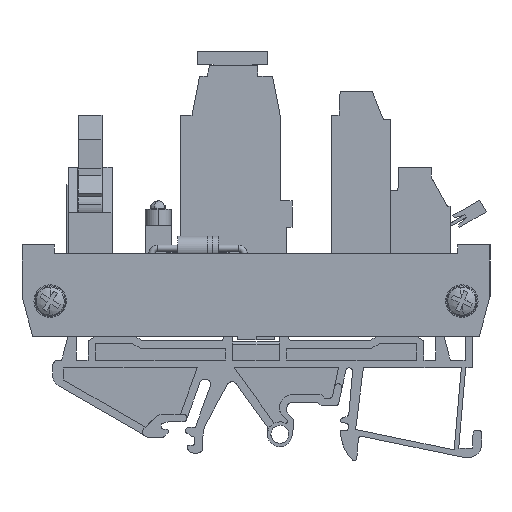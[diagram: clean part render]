
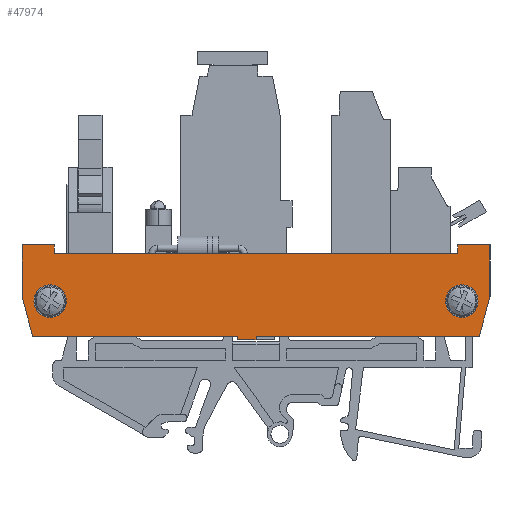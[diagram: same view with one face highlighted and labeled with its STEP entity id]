
A CAD part, left-side view. The second image highlights one B-rep face of the part: STEP entity #47974.
In plain terms, the highlighted planar face has unit normal (-1, 0, 0).
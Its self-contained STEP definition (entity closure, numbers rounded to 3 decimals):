
#28374=AXIS2_PLACEMENT_3D('Circle Axis2P3D',#28372,#28373,$) ;
#28404=AXIS2_PLACEMENT_3D('Circle Axis2P3D',#28402,#28403,$) ;
#28438=AXIS2_PLACEMENT_3D('Circle Axis2P3D',#28436,#28437,$) ;
#28468=AXIS2_PLACEMENT_3D('Circle Axis2P3D',#28466,#28467,$) ;
#47905=AXIS2_PLACEMENT_3D('Plane Axis2P3D',#47902,#47903,#47904) ;
#16608=CARTESIAN_POINT('Line Origine',(0.,0.,35.068)) ;
#16612=CARTESIAN_POINT('Vertex',(0.,0.,39.852)) ;
#16614=CARTESIAN_POINT('Vertex',(0.,0.,30.284)) ;
#17842=CARTESIAN_POINT('Vertex',(0.,43.2,22.952)) ;
#17845=CARTESIAN_POINT('Line Origine',(0.,43.2,22.622)) ;
#17849=CARTESIAN_POINT('Vertex',(0.,43.2,22.292)) ;
#21197=CARTESIAN_POINT('Line Origine',(0.,44.95,22.292)) ;
#21201=CARTESIAN_POINT('Vertex',(0.,46.7,22.292)) ;
#21226=CARTESIAN_POINT('Vertex',(0.,46.7,22.952)) ;
#21229=CARTESIAN_POINT('Line Origine',(0.,46.7,22.622)) ;
#28369=CARTESIAN_POINT('Vertex',(0.,8.2,29.452)) ;
#28372=CARTESIAN_POINT('Axis2P3D Location',(0.,5.2,29.452)) ;
#28376=CARTESIAN_POINT('Vertex',(0.,2.2,29.452)) ;
#28402=CARTESIAN_POINT('Axis2P3D Location',(0.,5.2,29.452)) ;
#28433=CARTESIAN_POINT('Vertex',(0.,84.2,29.452)) ;
#28436=CARTESIAN_POINT('Axis2P3D Location',(0.,81.2,29.452)) ;
#28440=CARTESIAN_POINT('Vertex',(0.,78.2,29.452)) ;
#28466=CARTESIAN_POINT('Axis2P3D Location',(0.,81.2,29.452)) ;
#47829=CARTESIAN_POINT('Vertex',(0.,1.965,22.952)) ;
#47832=CARTESIAN_POINT('Line Origine',(0.,0.982,26.618)) ;
#47850=CARTESIAN_POINT('Line Origine',(0.,85.418,26.618)) ;
#47854=CARTESIAN_POINT('Vertex',(0.,84.435,22.952)) ;
#47856=CARTESIAN_POINT('Vertex',(0.,86.4,30.284)) ;
#47882=CARTESIAN_POINT('Line Origine',(0.,86.4,35.068)) ;
#47886=CARTESIAN_POINT('Vertex',(0.,86.4,39.852)) ;
#47902=CARTESIAN_POINT('Axis2P3D Location',(0.,0.9,30.403)) ;
#47907=CARTESIAN_POINT('Line Origine',(0.,3.,39.852)) ;
#47911=CARTESIAN_POINT('Vertex',(0.,6.,39.852)) ;
#47914=CARTESIAN_POINT('Line Origine',(0.,6.,39.052)) ;
#47918=CARTESIAN_POINT('Vertex',(0.,6.,38.252)) ;
#47921=CARTESIAN_POINT('Line Origine',(0.,43.2,38.252)) ;
#47925=CARTESIAN_POINT('Vertex',(0.,80.4,38.252)) ;
#47928=CARTESIAN_POINT('Line Origine',(0.,80.4,39.052)) ;
#47932=CARTESIAN_POINT('Vertex',(0.,80.4,39.852)) ;
#47935=CARTESIAN_POINT('Line Origine',(0.,83.4,39.852)) ;
#47940=CARTESIAN_POINT('Line Origine',(0.,65.568,22.952)) ;
#47945=CARTESIAN_POINT('Line Origine',(0.,22.582,22.952)) ;
#16609=DIRECTION('Vector Direction',(0.,0.,-1.)) ;
#17846=DIRECTION('Vector Direction',(0.,0.,-1.)) ;
#21198=DIRECTION('Vector Direction',(0.,1.,0.)) ;
#21230=DIRECTION('Vector Direction',(0.,0.,-1.)) ;
#28373=DIRECTION('Axis2P3D Direction',(-1.,0.,0.)) ;
#28403=DIRECTION('Axis2P3D Direction',(-1.,0.,0.)) ;
#28437=DIRECTION('Axis2P3D Direction',(-1.,0.,0.)) ;
#28467=DIRECTION('Axis2P3D Direction',(-1.,0.,0.)) ;
#47833=DIRECTION('Vector Direction',(0.,0.259,-0.966)) ;
#47851=DIRECTION('Vector Direction',(0.,0.259,0.966)) ;
#47883=DIRECTION('Vector Direction',(0.,0.,1.)) ;
#47903=DIRECTION('Axis2P3D Direction',(1.,0.,-0.)) ;
#47904=DIRECTION('Axis2P3D XDirection',(0.,1.,0.)) ;
#47908=DIRECTION('Vector Direction',(0.,-1.,0.)) ;
#47915=DIRECTION('Vector Direction',(0.,0.,1.)) ;
#47922=DIRECTION('Vector Direction',(0.,-1.,0.)) ;
#47929=DIRECTION('Vector Direction',(0.,0.,-1.)) ;
#47936=DIRECTION('Vector Direction',(0.,-1.,0.)) ;
#47941=DIRECTION('Vector Direction',(0.,1.,0.)) ;
#47946=DIRECTION('Vector Direction',(0.,1.,0.)) ;
#16610=VECTOR('Line Direction',#16609,1.) ;
#17847=VECTOR('Line Direction',#17846,1.) ;
#21199=VECTOR('Line Direction',#21198,1.) ;
#21231=VECTOR('Line Direction',#21230,1.) ;
#47834=VECTOR('Line Direction',#47833,1.) ;
#47852=VECTOR('Line Direction',#47851,1.) ;
#47884=VECTOR('Line Direction',#47883,1.) ;
#47909=VECTOR('Line Direction',#47908,1.) ;
#47916=VECTOR('Line Direction',#47915,1.) ;
#47923=VECTOR('Line Direction',#47922,1.) ;
#47930=VECTOR('Line Direction',#47929,1.) ;
#47937=VECTOR('Line Direction',#47936,1.) ;
#47942=VECTOR('Line Direction',#47941,1.) ;
#47947=VECTOR('Line Direction',#47946,1.) ;
#47951=ORIENTED_EDGE('',*,*,#47836,.F.) ;
#47952=ORIENTED_EDGE('',*,*,#16616,.F.) ;
#47953=ORIENTED_EDGE('',*,*,#47913,.F.) ;
#47954=ORIENTED_EDGE('',*,*,#47920,.F.) ;
#47955=ORIENTED_EDGE('',*,*,#47927,.F.) ;
#47956=ORIENTED_EDGE('',*,*,#47934,.F.) ;
#47957=ORIENTED_EDGE('',*,*,#47939,.F.) ;
#47958=ORIENTED_EDGE('',*,*,#47888,.F.) ;
#47959=ORIENTED_EDGE('',*,*,#47858,.F.) ;
#47960=ORIENTED_EDGE('',*,*,#47944,.F.) ;
#47961=ORIENTED_EDGE('',*,*,#21233,.T.) ;
#47962=ORIENTED_EDGE('',*,*,#21203,.F.) ;
#47963=ORIENTED_EDGE('',*,*,#17851,.F.) ;
#47964=ORIENTED_EDGE('',*,*,#47949,.F.) ;
#47967=ORIENTED_EDGE('',*,*,#28406,.F.) ;
#47968=ORIENTED_EDGE('',*,*,#28378,.F.) ;
#47971=ORIENTED_EDGE('',*,*,#28470,.F.) ;
#47972=ORIENTED_EDGE('',*,*,#28442,.F.) ;
#47969=FACE_BOUND('',#47966,.T.) ;
#47973=FACE_BOUND('',#47970,.T.) ;
#47974=ADVANCED_FACE('NONE',(#47965,#47969,#47973),#47906,.F.) ;
#28375=CIRCLE('generated circle',#28374,3.) ;
#28405=CIRCLE('generated circle',#28404,3.) ;
#28439=CIRCLE('generated circle',#28438,3.) ;
#28469=CIRCLE('generated circle',#28468,3.) ;
#16616=EDGE_CURVE('',#16613,#16615,#16611,.T.) ;
#17851=EDGE_CURVE('',#17843,#17850,#17848,.T.) ;
#21203=EDGE_CURVE('',#17850,#21202,#21200,.T.) ;
#21233=EDGE_CURVE('',#21227,#21202,#21232,.T.) ;
#28378=EDGE_CURVE('',#28370,#28377,#28375,.T.) ;
#28406=EDGE_CURVE('',#28377,#28370,#28405,.T.) ;
#28442=EDGE_CURVE('',#28434,#28441,#28439,.T.) ;
#28470=EDGE_CURVE('',#28441,#28434,#28469,.T.) ;
#47836=EDGE_CURVE('',#16615,#47830,#47835,.T.) ;
#47858=EDGE_CURVE('',#47855,#47857,#47853,.T.) ;
#47888=EDGE_CURVE('',#47857,#47887,#47885,.T.) ;
#47913=EDGE_CURVE('',#47912,#16613,#47910,.T.) ;
#47920=EDGE_CURVE('',#47919,#47912,#47917,.T.) ;
#47927=EDGE_CURVE('',#47926,#47919,#47924,.T.) ;
#47934=EDGE_CURVE('',#47933,#47926,#47931,.T.) ;
#47939=EDGE_CURVE('',#47887,#47933,#47938,.T.) ;
#47944=EDGE_CURVE('',#21227,#47855,#47943,.T.) ;
#47949=EDGE_CURVE('',#47830,#17843,#47948,.T.) ;
#47950=EDGE_LOOP('',(#47951,#47952,#47953,#47954,#47955,#47956,#47957,#47958,#47959,#47960,#47961,#47962,#47963,#47964)) ;
#47966=EDGE_LOOP('',(#47967,#47968)) ;
#47970=EDGE_LOOP('',(#47971,#47972)) ;
#47965=FACE_OUTER_BOUND('',#47950,.T.) ;
#16611=LINE('Line',#16608,#16610) ;
#17848=LINE('Line',#17845,#17847) ;
#21200=LINE('Line',#21197,#21199) ;
#21232=LINE('Line',#21229,#21231) ;
#47835=LINE('Line',#47832,#47834) ;
#47853=LINE('Line',#47850,#47852) ;
#47885=LINE('Line',#47882,#47884) ;
#47910=LINE('Line',#47907,#47909) ;
#47917=LINE('Line',#47914,#47916) ;
#47924=LINE('Line',#47921,#47923) ;
#47931=LINE('Line',#47928,#47930) ;
#47938=LINE('Line',#47935,#47937) ;
#47943=LINE('Line',#47940,#47942) ;
#47948=LINE('Line',#47945,#47947) ;
#47906=PLANE('',#47905) ;
#16613=VERTEX_POINT('',#16612) ;
#16615=VERTEX_POINT('',#16614) ;
#17843=VERTEX_POINT('',#17842) ;
#17850=VERTEX_POINT('',#17849) ;
#21202=VERTEX_POINT('',#21201) ;
#21227=VERTEX_POINT('',#21226) ;
#28370=VERTEX_POINT('',#28369) ;
#28377=VERTEX_POINT('',#28376) ;
#28434=VERTEX_POINT('',#28433) ;
#28441=VERTEX_POINT('',#28440) ;
#47830=VERTEX_POINT('',#47829) ;
#47855=VERTEX_POINT('',#47854) ;
#47857=VERTEX_POINT('',#47856) ;
#47887=VERTEX_POINT('',#47886) ;
#47912=VERTEX_POINT('',#47911) ;
#47919=VERTEX_POINT('',#47918) ;
#47926=VERTEX_POINT('',#47925) ;
#47933=VERTEX_POINT('',#47932) ;
